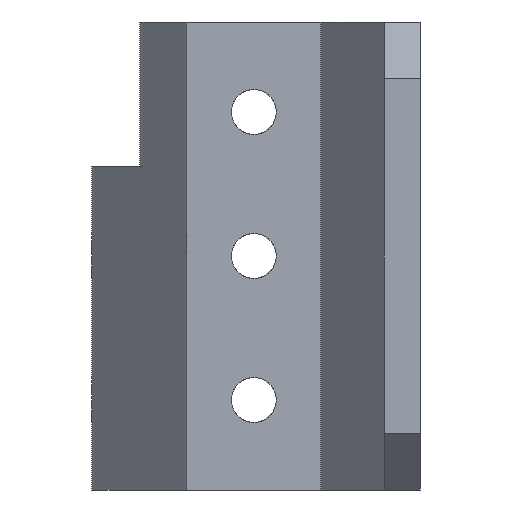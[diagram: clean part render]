
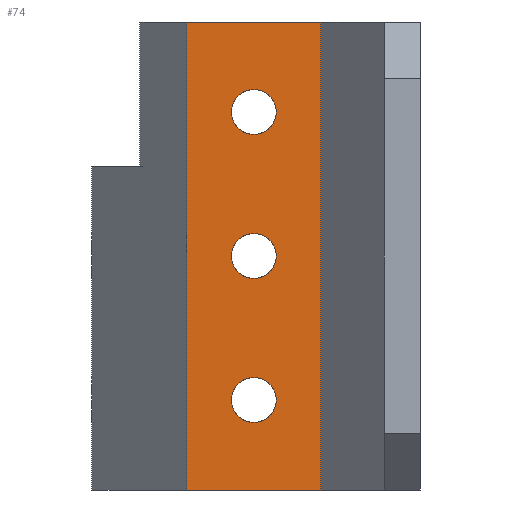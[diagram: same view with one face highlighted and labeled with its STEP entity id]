
A CAD part, front view. The second image highlights one B-rep face of the part: STEP entity #74.
In plain terms, the highlighted planar face has unit normal (0, -1, 0).
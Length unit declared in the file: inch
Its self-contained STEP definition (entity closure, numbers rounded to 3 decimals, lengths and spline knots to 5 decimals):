
#2 = ORIENTED_EDGE ( 'NONE', *, *, #1807, .F. ) ;
#57 = ORIENTED_EDGE ( 'NONE', *, *, #267, .T. ) ;
#59 = DIRECTION ( 'NONE',  ( 0., 1., 0. ) ) ;
#74 = ADVANCED_FACE ( 'NONE', ( #2525, #1670, #2489, #208 ), #1712, .F. ) ;
#110 = EDGE_CURVE ( 'NONE', #1587, #807, #206, .T. ) ;
#114 = CARTESIAN_POINT ( 'NONE',  ( -0.5625, -0.5625, 0. ) ) ;
#128 = CARTESIAN_POINT ( 'NONE',  ( 0.233, -0.5625, 0. ) ) ;
#163 = VERTEX_POINT ( 'NONE', #1041 ) ;
#181 = CARTESIAN_POINT ( 'NONE',  ( -0.5625, -0.5625, 1.625 ) ) ;
#195 = DIRECTION ( 'NONE',  ( 0., 0., 1. ) ) ;
#206 = CIRCLE ( 'NONE', #816, 0.07813 ) ;
#208 = FACE_BOUND ( 'NONE', #1957, .T. ) ;
#235 = CARTESIAN_POINT ( 'NONE',  ( -0.5625, -0.5625, 1.125 ) ) ;
#249 = VECTOR ( 'NONE', #2267, 39.37008 ) ;
#267 = EDGE_CURVE ( 'NONE', #1025, #163, #486, .T. ) ;
#308 = CIRCLE ( 'NONE', #653, 0.07813 ) ;
#324 = DIRECTION ( 'NONE',  ( 0., 0., 1. ) ) ;
#344 = AXIS2_PLACEMENT_3D ( 'NONE', #235, #623, #2500 ) ;
#379 = CARTESIAN_POINT ( 'NONE',  ( 0., -0.5625, 0.39063 ) ) ;
#382 = LINE ( 'NONE', #2033, #1647 ) ;
#472 = DIRECTION ( 'NONE',  ( 0., 1., 0. ) ) ;
#486 = CIRCLE ( 'NONE', #2010, 0.07813 ) ;
#491 = CARTESIAN_POINT ( 'NONE',  ( 0., -0.5625, 0.8125 ) ) ;
#534 = ORIENTED_EDGE ( 'NONE', *, *, #1022, .T. ) ;
#548 = ORIENTED_EDGE ( 'NONE', *, *, #1745, .F. ) ;
#558 = AXIS2_PLACEMENT_3D ( 'NONE', #809, #1476, #195 ) ;
#590 = VERTEX_POINT ( 'NONE', #2364 ) ;
#623 = DIRECTION ( 'NONE',  ( 0., 1., 0. ) ) ;
#645 = CARTESIAN_POINT ( 'NONE',  ( 0., -0.5625, 1.3125 ) ) ;
#653 = AXIS2_PLACEMENT_3D ( 'NONE', #1925, #59, #2127 ) ;
#712 = EDGE_CURVE ( 'NONE', #163, #1025, #308, .T. ) ;
#742 = CIRCLE ( 'NONE', #1580, 0.07813 ) ;
#795 = ORIENTED_EDGE ( 'NONE', *, *, #2270, .T. ) ;
#807 = VERTEX_POINT ( 'NONE', #1556 ) ;
#809 = CARTESIAN_POINT ( 'NONE',  ( 0., -0.5625, 1.3125 ) ) ;
#814 = LINE ( 'NONE', #1831, #1087 ) ;
#816 = AXIS2_PLACEMENT_3D ( 'NONE', #645, #472, #2290 ) ;
#819 = ORIENTED_EDGE ( 'NONE', *, *, #712, .T. ) ;
#822 = LINE ( 'NONE', #181, #2338 ) ;
#842 = EDGE_LOOP ( 'NONE', ( #1222, #953 ) ) ;
#901 = EDGE_CURVE ( 'NONE', #590, #2049, #2386, .T. ) ;
#953 = ORIENTED_EDGE ( 'NONE', *, *, #1845, .T. ) ;
#985 = CARTESIAN_POINT ( 'NONE',  ( -0.233, -0.5625, 1.625 ) ) ;
#1022 = EDGE_CURVE ( 'NONE', #2055, #1083, #814, .T. ) ;
#1025 = VERTEX_POINT ( 'NONE', #1663 ) ;
#1041 = CARTESIAN_POINT ( 'NONE',  ( 0., -0.5625, 0.73438 ) ) ;
#1083 = VERTEX_POINT ( 'NONE', #2315 ) ;
#1087 = VECTOR ( 'NONE', #2051, 39.37008 ) ;
#1147 = ORIENTED_EDGE ( 'NONE', *, *, #901, .T. ) ;
#1222 = ORIENTED_EDGE ( 'NONE', *, *, #110, .T. ) ;
#1317 = DIRECTION ( 'NONE',  ( 0., 1., 0. ) ) ;
#1454 = VERTEX_POINT ( 'NONE', #1513 ) ;
#1457 = ORIENTED_EDGE ( 'NONE', *, *, #2167, .T. ) ;
#1476 = DIRECTION ( 'NONE',  ( 0., 1., 0. ) ) ;
#1513 = CARTESIAN_POINT ( 'NONE',  ( 0.233, -0.5625, 1.625 ) ) ;
#1543 = DIRECTION ( 'NONE',  ( 0., 1., 0. ) ) ;
#1556 = CARTESIAN_POINT ( 'NONE',  ( 0., -0.5625, 1.23438 ) ) ;
#1580 = AXIS2_PLACEMENT_3D ( 'NONE', #1815, #2252, #2640 ) ;
#1587 = VERTEX_POINT ( 'NONE', #1672 ) ;
#1647 = VECTOR ( 'NONE', #2622, 39.37008 ) ;
#1656 = EDGE_LOOP ( 'NONE', ( #1457, #548, #2, #534 ) ) ;
#1663 = CARTESIAN_POINT ( 'NONE',  ( 0., -0.5625, 0.89063 ) ) ;
#1670 = FACE_BOUND ( 'NONE', #1829, .T. ) ;
#1672 = CARTESIAN_POINT ( 'NONE',  ( 0., -0.5625, 1.39063 ) ) ;
#1712 = PLANE ( 'NONE',  #344 ) ;
#1731 = CIRCLE ( 'NONE', #558, 0.07813 ) ;
#1745 = EDGE_CURVE ( 'NONE', #1454, #2173, #382, .T. ) ;
#1807 = EDGE_CURVE ( 'NONE', #2055, #1454, #822, .T. ) ;
#1815 = CARTESIAN_POINT ( 'NONE',  ( 0., -0.5625, 0.3125 ) ) ;
#1829 = EDGE_LOOP ( 'NONE', ( #795, #1147 ) ) ;
#1831 = CARTESIAN_POINT ( 'NONE',  ( -0.233, -0.5625, 1.62504 ) ) ;
#1845 = EDGE_CURVE ( 'NONE', #807, #1587, #1731, .T. ) ;
#1877 = DIRECTION ( 'NONE',  ( 1., 0., 0. ) ) ;
#1925 = CARTESIAN_POINT ( 'NONE',  ( 0., -0.5625, 0.8125 ) ) ;
#1957 = EDGE_LOOP ( 'NONE', ( #57, #819 ) ) ;
#2010 = AXIS2_PLACEMENT_3D ( 'NONE', #491, #1317, #324 ) ;
#2033 = CARTESIAN_POINT ( 'NONE',  ( 0.233, -0.5625, 1.62504 ) ) ;
#2049 = VERTEX_POINT ( 'NONE', #379 ) ;
#2051 = DIRECTION ( 'NONE',  ( 0., 0., -1. ) ) ;
#2055 = VERTEX_POINT ( 'NONE', #985 ) ;
#2127 = DIRECTION ( 'NONE',  ( 0., 0., 1. ) ) ;
#2167 = EDGE_CURVE ( 'NONE', #1083, #2173, #2656, .T. ) ;
#2173 = VERTEX_POINT ( 'NONE', #128 ) ;
#2252 = DIRECTION ( 'NONE',  ( 0., 1., 0. ) ) ;
#2267 = DIRECTION ( 'NONE',  ( 1., 0., 0. ) ) ;
#2270 = EDGE_CURVE ( 'NONE', #2049, #590, #742, .T. ) ;
#2290 = DIRECTION ( 'NONE',  ( 0., 0., 1. ) ) ;
#2315 = CARTESIAN_POINT ( 'NONE',  ( -0.233, -0.5625, 0. ) ) ;
#2338 = VECTOR ( 'NONE', #1877, 39.37008 ) ;
#2364 = CARTESIAN_POINT ( 'NONE',  ( 0., -0.5625, 0.23438 ) ) ;
#2378 = DIRECTION ( 'NONE',  ( 0., 0., 1. ) ) ;
#2386 = CIRCLE ( 'NONE', #2593, 0.07813 ) ;
#2489 = FACE_BOUND ( 'NONE', #842, .T. ) ;
#2500 = DIRECTION ( 'NONE',  ( -1., 0., 0. ) ) ;
#2525 = FACE_OUTER_BOUND ( 'NONE', #1656, .T. ) ;
#2593 = AXIS2_PLACEMENT_3D ( 'NONE', #2596, #1543, #2378 ) ;
#2596 = CARTESIAN_POINT ( 'NONE',  ( 0., -0.5625, 0.3125 ) ) ;
#2622 = DIRECTION ( 'NONE',  ( 0., 0., -1. ) ) ;
#2640 = DIRECTION ( 'NONE',  ( 0., 0., 1. ) ) ;
#2656 = LINE ( 'NONE', #114, #249 ) ;
